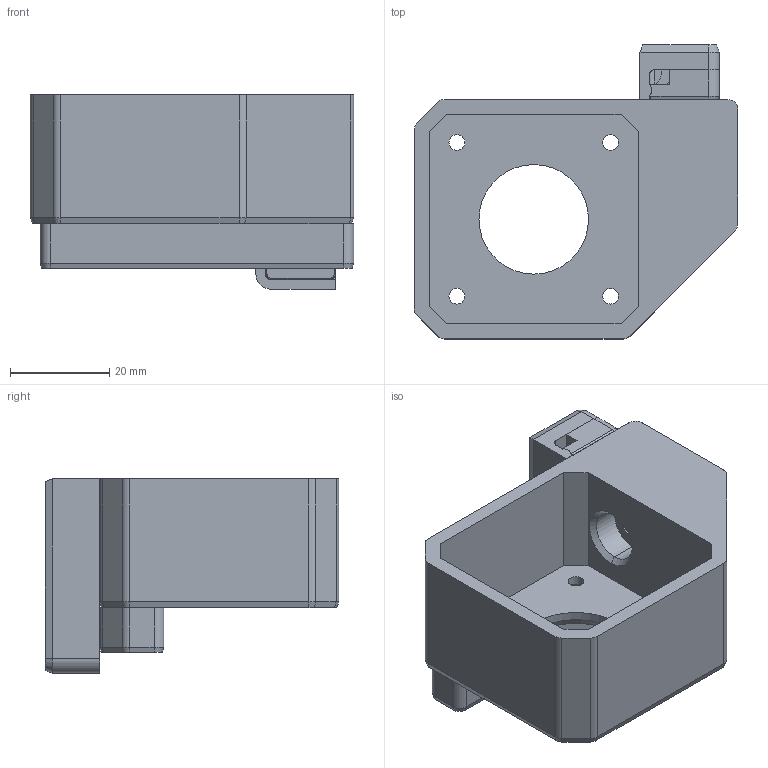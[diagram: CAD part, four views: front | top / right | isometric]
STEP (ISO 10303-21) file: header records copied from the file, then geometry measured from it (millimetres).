
FILE_DESCRIPTION (( 'STEP AP203' ), '1' );
FILE_NAME ('nema17_mount_1.STEP', '2022-06-28T15:12:53', ( '' ), ( '' ), 'SwSTEP 2.0', 'SolidWorks 2013', '' );
FILE_SCHEMA (( 'CONFIG_CONTROL_DESIGN' ));
Length unit declared in the file: millimetre
Products named in the file (1): nema17_mount_1
Bounding box: 65.25 x 59.3 x 39.22 mm (x, y, z)
Volume: 40489.9 mm3; surface area: 24066.4 mm2
Topology: 4 solids, 4 shells, 359 faces, 926 edges, 587 vertices
Faces by surface type: plane 181, cylinder 125, cone 47, torus 6
Entity records: 11000 total; most frequent: DIRECTION 1955, CARTESIAN_POINT 1873, ORIENTED_EDGE 1852, EDGE_CURVE 926, AXIS2_PLACEMENT_3D 669, LINE 617, VECTOR 617, VERTEX_POINT 587
